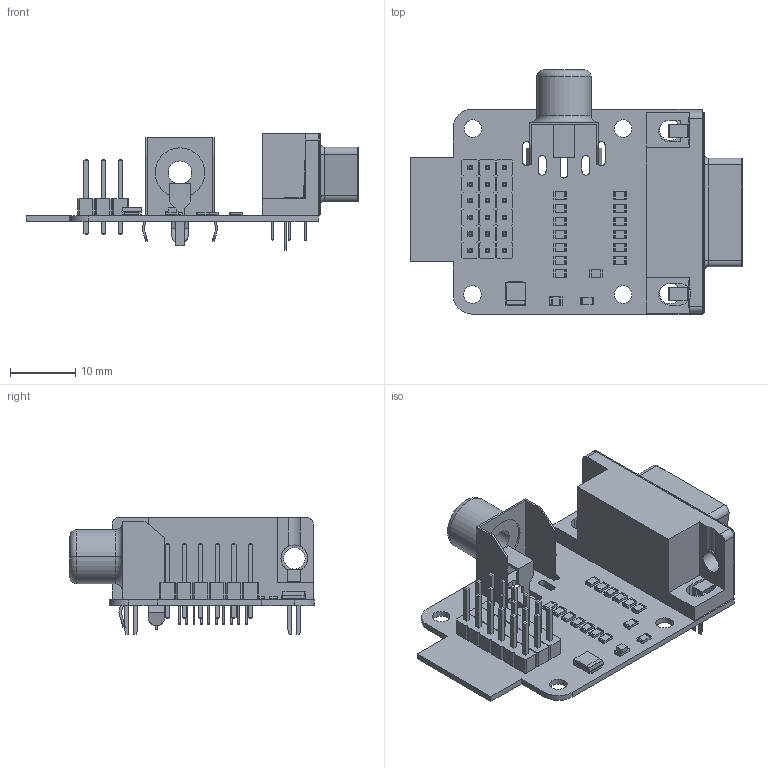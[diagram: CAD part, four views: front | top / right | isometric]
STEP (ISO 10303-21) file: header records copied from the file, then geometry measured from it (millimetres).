
FILE_DESCRIPTION(('KiCad electronic assembly'),'2;1');
FILE_NAME('hdmi2vga.step','2025-03-04T01:10:56',('Pcbnew'),('Kicad'), 'Open CASCADE STEP processor 7.8','KiCad to STEP converter','Unknown' );
FILE_SCHEMA(('AUTOMOTIVE_DESIGN { 1 0 10303 214 1 1 1 1 }'));
Length unit declared in the file: millimetre
Products named in the file (8): hdmi2vga 1; R_0805_2012Metric; CUI_DEVICES_RCJ-013; PinHeader_1x06_P2.54mm_Vertical; CP_EIA-3528-12_Kemet-T; DSUB-15-HD_Male_Horizontal_P2.29x1.98mm_EdgePinOffset3.03mm_Housed_
MountingHolesOffset4.94mm; LED_0805_2012Metric; hdmi2vgaP_PCB
Assembly tree (23 placements, depth 2):
  hdmi2vga 1
    R_0805_2012Metric  x15
    CUI_DEVICES_RCJ-013
    PinHeader_1x06_P2.54mm_Vertical  x3
    CP_EIA-3528-12_Kemet-T
    DSUB-15-HD_Male_Horizontal_P2.29x1.98mm_EdgePinOffset3.03mm_Housed_
MountingHolesOffset4.94mm
    LED_0805_2012Metric
    hdmi2vgaP_PCB
Bounding box: 50.84 x 37.39 x 17.9 mm (x, y, z)
Volume: 4895.6 mm3; surface area: 7205.2 mm2
Topology: 24 solids, 25 shells, 1293 faces, 3218 edges, 2049 vertices
Faces by surface type: plane 958, cylinder 280, revolution 29, torus 14, bspline 8, cone 4
Full cylindrical faces by diameter (mm): 0.3 x15, 0.6 x30, 1 x33, 2.7 x4, 3.2 x2, 3.3 x2, 4.1 x2
Entity records: 23488 total; most frequent: CARTESIAN_POINT 4260, DIRECTION 3209, ORIENTED_EDGE 3116, EDGE_CURVE 1558, LINE 1112, VECTOR 1112, AXIS2_PLACEMENT_3D 1034, VERTEX_POINT 993
